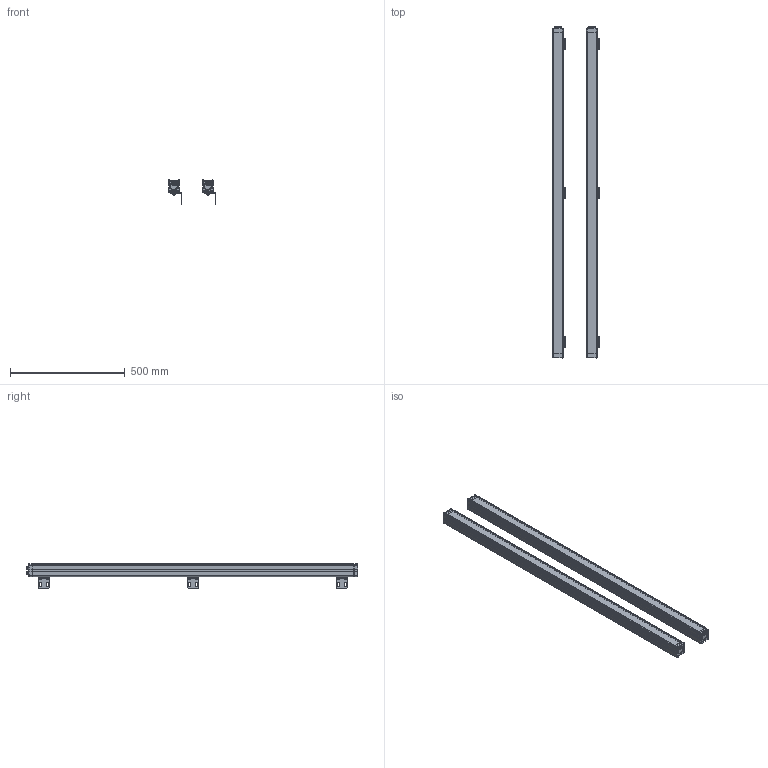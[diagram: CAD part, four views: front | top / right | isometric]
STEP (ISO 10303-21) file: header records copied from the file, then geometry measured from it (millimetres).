
FILE_DESCRIPTION(('STEP AP242'),'1');
FILE_NAME('xusl4mb30h136n.stp','2021-09-26T18:59:14',('TraceParts'),('TraceParts S.A.'),'Spatial InterOp 3D',' ',' ');
FILE_SCHEMA(('AP242_MANAGED_MODEL_BASED_3D_ENGINEERING_MIM_LF {1 0 10303 442 1 1 4}'));
Length unit declared in the file: millimetre
Products named in the file (1): xusl4mb30h136n_1
Bounding box: 207.84 x 1444.1 x 105.24 mm (x, y, z)
Volume: 2409432.1 mm3; surface area: 1849802.4 mm2
Topology: 88 solids, 88 shells, 7417 faces, 18949 edges, 11987 vertices
Faces by surface type: plane 3557, cylinder 2445, cone 438, torus 383, bspline 322, sphere 272
Full cylindrical faces by diameter (mm): 2 x4, 3.5 x8, 4.5 x12, 12 x8, 14 x6, 15 x8
Entity records: 250735 total; most frequent: CARTESIAN_POINT 67020, DIRECTION 39586, ORIENTED_EDGE 37542, EDGE_CURVE 18771, AXIS2_PLACEMENT_3D 14073, VERTEX_POINT 11975, LINE 11440, VECTOR 11440
